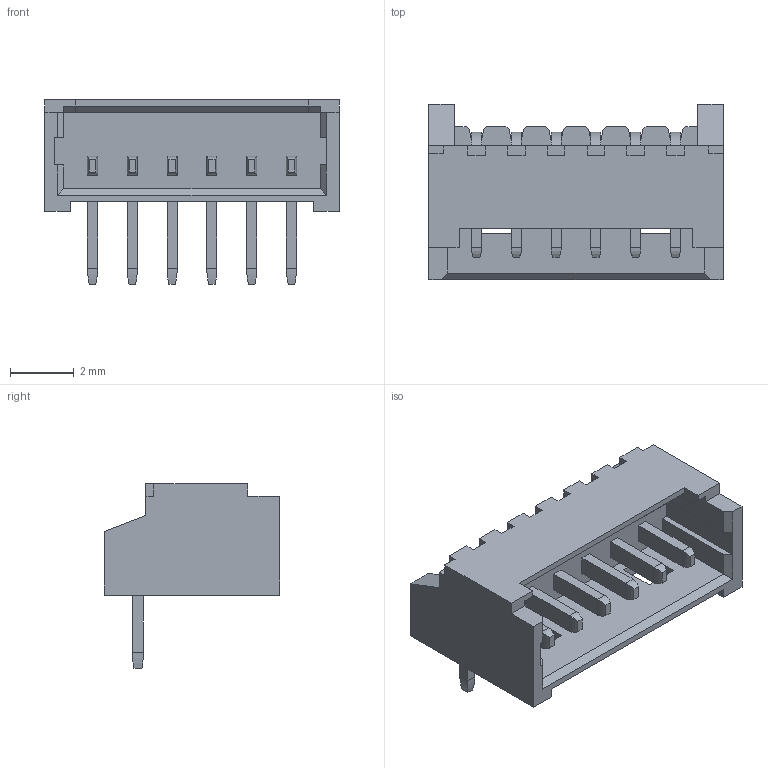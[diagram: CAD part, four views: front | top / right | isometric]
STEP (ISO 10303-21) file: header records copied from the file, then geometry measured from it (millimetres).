
FILE_DESCRIPTION(('FreeCAD Model'),'2;1');
FILE_NAME('../packages3d/Connectors_Molex.3dshapes/Molex_PicoBlade_53048-0610.stp' ,'2016-05-16T03:30:49',('Author'),(''), 'Open CASCADE STEP processor 6.8','FreeCAD','Unknown');
FILE_SCHEMA(('AUTOMOTIVE_DESIGN_CC2 { 1 2 10303 214 -1 1 5 4 }'));
Length unit declared in the file: millimetre
Products named in the file (2): ASSEMBLY; part
Assembly tree (1 placements, depth 2):
  ASSEMBLY
    part
Bounding box: 9.25 x 5.5 x 5.8 mm (x, y, z)
Volume: 73.3 mm3; surface area: 279.6 mm2
Topology: 1 solids, 1 shells, 250 faces, 650 edges, 408 vertices
Faces by surface type: plane 196, bspline 48, cylinder 6
Entity records: 23871 total; most frequent: CARTESIAN_POINT 9624, DIRECTION 2064, LINE 1596, VECTOR 1596, ORIENTED_EDGE 1300, PCURVE 1300, DEFINITIONAL_REPRESENTATION 1300, EDGE_CURVE 650
